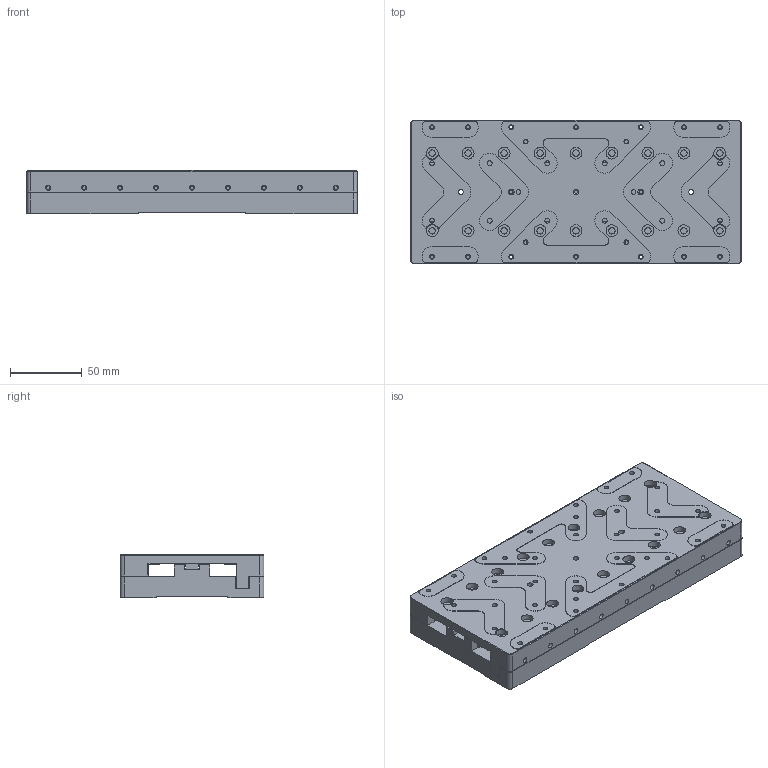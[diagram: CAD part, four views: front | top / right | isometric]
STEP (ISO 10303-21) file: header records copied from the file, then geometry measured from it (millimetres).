
FILE_DESCRIPTION (( 'STEP AP203' ), '1' );
FILE_NAME ('527458¸üÐÂ4.17.STEP', '2025-04-18T09:18:23', ( 'Windows User' ), ( 'P R C' ), 'SwSTEP 2.0', 'SolidWorks 2020', '' );
FILE_SCHEMA (( 'CONFIG_CONTROL_DESIGN' ));
Length unit declared in the file: millimetre
Products named in the file (4): JZ_LS3-10120_JCEL; 527458載陔4.17; HT_LS3-10120_JCEL; DG_LS3-10120-JCEL
Assembly tree (3 placements, depth 2):
  527458載陔4.17
    JZ_LS3-10120_JCEL
    HT_LS3-10120_JCEL
    DG_LS3-10120-JCEL
Bounding box: 230 x 100 x 30 mm (x, y, z)
Volume: 582545.7 mm3; surface area: 158876.1 mm2
Topology: 3 solids, 3 shells, 921 faces, 2436 edges, 1594 vertices
Faces by surface type: plane 460, cylinder 399, cone 62
Full cylindrical faces by diameter (mm): 2.5 x40, 3.2 x6, 3.3 x34, 3.4 x2, 3.5 x9, 4 x5, 4.5 x42, 4.8 x4, 6.2 x4, 6.5 x6, 7 x8, 8 x6, 8.25 x34, 11.2 x8
Entity records: 28163 total; most frequent: CARTESIAN_POINT 5056, DIRECTION 4823, ORIENTED_EDGE 4282, EDGE_CURVE 2141, AXIS2_PLACEMENT_3D 1801, VERTEX_POINT 1550, EDGE_LOOP 1453, LINE 1221
